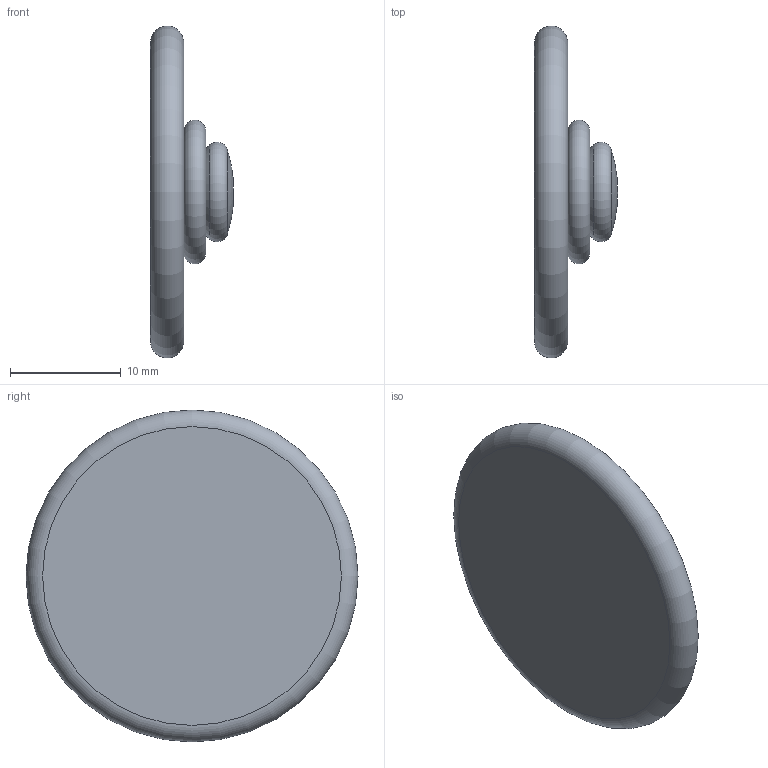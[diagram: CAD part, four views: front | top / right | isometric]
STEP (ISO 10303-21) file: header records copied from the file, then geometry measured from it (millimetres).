
FILE_DESCRIPTION(('STEP AP203'),'1');
FILE_NAME('bouton laiton.step','2022-06-16T06:09:26',(' '),(' '),'Spatial InterOp 3D',' ',' ');
FILE_SCHEMA(('CONFIG_CONTROL_DESIGN'));
Length unit declared in the file: millimetre
Products named in the file (2): 1; 2
Bounding box: 7.5 x 30 x 30 mm (x, y, z)
Surface area: 1787.4 mm2 (no closed solid volume)
Topology: 0 solids, 8 shells, 8 faces, 20 edges, 15 vertices
Faces by surface type: torus 3, plane 3, bspline 1, cone 1
Entity records: 325 total; most frequent: CARTESIAN_POINT 65, DIRECTION 46, AXIS2_PLACEMENT_3D 23, FACE_BOUND 14, EDGE_LOOP 14, ORIENTED_EDGE 14, EDGE_CURVE 14, VERTEX_POINT 14
